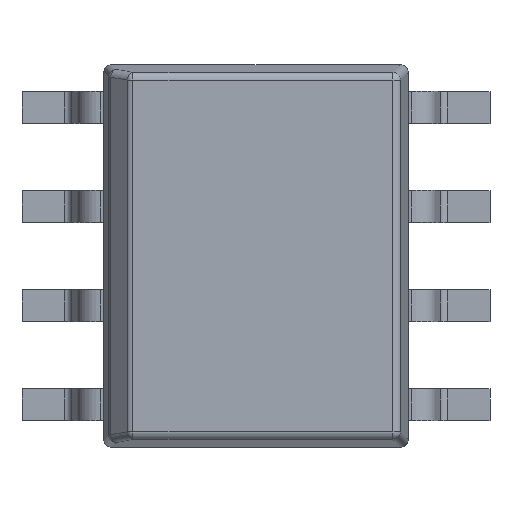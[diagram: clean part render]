
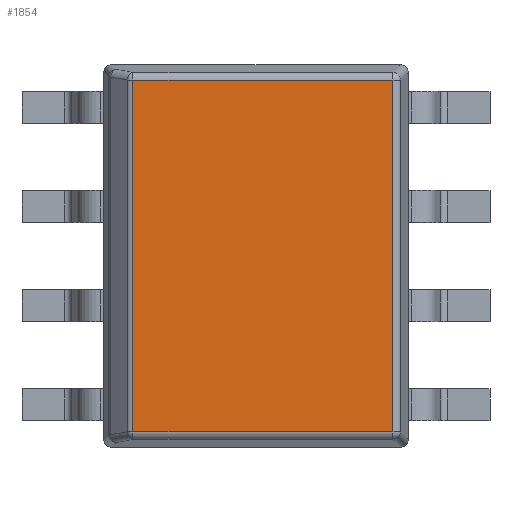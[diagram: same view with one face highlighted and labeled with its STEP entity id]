
A CAD part, top view. The second image highlights one B-rep face of the part: STEP entity #1854.
In plain terms, the highlighted face is planar.
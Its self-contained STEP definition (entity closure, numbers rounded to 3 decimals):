
#645=DIRECTION('',(1.,0.,0.));
#646=VECTOR('',#645,4.508);
#647=CARTESIAN_POINT('',(-2.254,0.635,1.754));
#648=LINE('',#647,#646);
#659=DIRECTION('',(0.,0.,-1.));
#660=VECTOR('',#659,3.333);
#661=CARTESIAN_POINT('',(2.254,0.635,1.754));
#662=LINE('',#661,#660);
#851=DIRECTION('',(0.,0.,1.));
#852=VECTOR('',#851,3.333);
#853=CARTESIAN_POINT('',(-2.254,0.635,-1.579));
#854=LINE('',#853,#852);
#865=DIRECTION('',(-1.,0.,0.));
#866=VECTOR('',#865,4.508);
#867=CARTESIAN_POINT('',(2.254,0.635,-1.579));
#868=LINE('',#867,#866);
#1293=CARTESIAN_POINT('',(-2.254,0.635,1.754));
#1294=CARTESIAN_POINT('',(2.254,0.635,1.754));
#1295=VERTEX_POINT('',#1293);
#1296=VERTEX_POINT('',#1294);
#1405=CARTESIAN_POINT('',(2.254,0.635,-1.579));
#1406=VERTEX_POINT('',#1405);
#1409=CARTESIAN_POINT('',(-2.254,0.635,-1.579));
#1410=VERTEX_POINT('',#1409);
#1840=CARTESIAN_POINT('',(0.,0.635,0.));
#1841=DIRECTION('',(0.,1.,0.));
#1842=DIRECTION('',(1.,0.,0.));
#1843=AXIS2_PLACEMENT_3D('',#1840,#1841,#1842);
#1844=PLANE('',#1843);
#1846=ORIENTED_EDGE('',*,*,#1845,.F.);
#1847=ORIENTED_EDGE('',*,*,#1831,.F.);
#1849=ORIENTED_EDGE('',*,*,#1848,.F.);
#1851=ORIENTED_EDGE('',*,*,#1850,.F.);
#1852=EDGE_LOOP('',(#1846,#1847,#1849,#1851));
#1853=FACE_OUTER_BOUND('',#1852,.F.);
#1854=ADVANCED_FACE('',(#1853),#1844,.T.);
#1831=EDGE_CURVE('',#1295,#1296,#648,.T.);
#1845=EDGE_CURVE('',#1296,#1406,#662,.T.);
#1848=EDGE_CURVE('',#1410,#1295,#854,.T.);
#1850=EDGE_CURVE('',#1406,#1410,#868,.T.);
